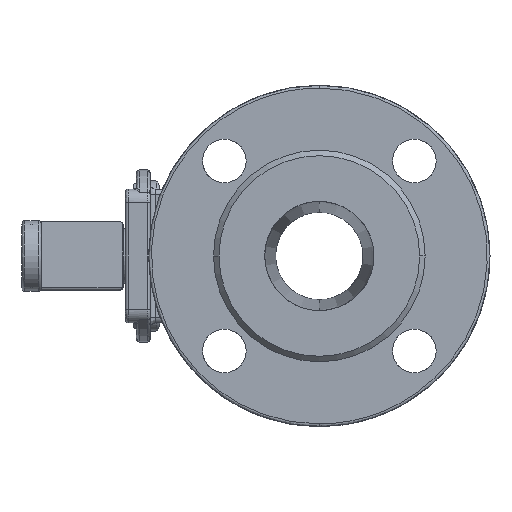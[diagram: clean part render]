
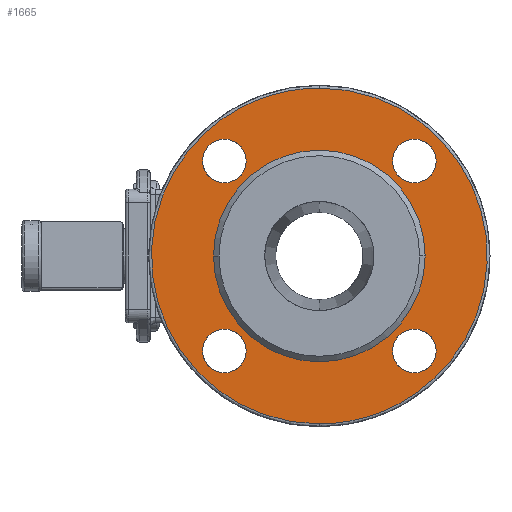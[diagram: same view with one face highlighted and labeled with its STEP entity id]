
A CAD part, left-side view. The second image highlights one B-rep face of the part: STEP entity #1665.
In plain terms, the highlighted face is planar.
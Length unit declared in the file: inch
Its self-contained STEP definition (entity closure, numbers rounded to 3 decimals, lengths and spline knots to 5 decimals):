
#558 = DIRECTION ( 'NONE',  ( 1., 0., 0. ) ) ;
#1665 = ADVANCED_FACE ( 'NONE', ( #77105, #134847, #161862, #64020, #91072, #120859 ), #160034, .F. ) ;
#6234 = DIRECTION ( 'NONE',  ( -1., 0., 0. ) ) ;
#6252 = CARTESIAN_POINT ( 'NONE',  ( 3.85827, 0., 2.42126 ) ) ;
#9599 =( BOUNDED_CURVE ( )  B_SPLINE_CURVE ( 3, ( #12465, #109425, #93613, #182130 ),
 .UNSPECIFIED., .F., .F. ) 
 B_SPLINE_CURVE_WITH_KNOTS ( ( 4, 4 ),
 ( 0., 1. ),
 .UNSPECIFIED. ) 
 CURVE ( )  GEOMETRIC_REPRESENTATION_ITEM ( )  RATIONAL_B_SPLINE_CURVE ( ( 1., 0.333, 0.333, 1. ) ) 
 REPRESENTATION_ITEM ( '' )  );
#10139 = ORIENTED_EDGE ( 'NONE', *, *, #41533, .T. ) ;
#12465 = CARTESIAN_POINT ( 'NONE',  ( 3.85827, 0., -2.42126 ) ) ;
#13143 = VERTEX_POINT ( 'NONE', #146963 ) ;
#17156 = ORIENTED_EDGE ( 'NONE', *, *, #177750, .F. ) ;
#17172 = AXIS2_PLACEMENT_3D ( 'NONE', #71438, #558, #84487 ) ;
#17975 = VERTEX_POINT ( 'NONE', #131662 ) ;
#20346 = CIRCLE ( 'NONE', #61996, 1.52559 ) ;
#20896 = DIRECTION ( 'NONE',  ( -1., 0., 0. ) ) ;
#24456 = CIRCLE ( 'NONE', #95912, 0.31496 ) ;
#26269 = AXIS2_PLACEMENT_3D ( 'NONE', #155960, #171796, #100965 ) ;
#26278 = EDGE_CURVE ( 'NONE', #51195, #17975, #24456, .T. ) ;
#28349 = VERTEX_POINT ( 'NONE', #171663 ) ;
#29170 = CIRCLE ( 'NONE', #17172, 1.52559 ) ;
#29546 = ORIENTED_EDGE ( 'NONE', *, *, #108260, .F. ) ;
#30276 = CARTESIAN_POINT ( 'NONE',  ( 3.85827, 4.84252, 2.42126 ) ) ;
#33115 = DIRECTION ( 'NONE',  ( -1., 0., 0. ) ) ;
#34177 = DIRECTION ( 'NONE',  ( 0., 0., -1. ) ) ;
#35778 = ORIENTED_EDGE ( 'NONE', *, *, #43783, .T. ) ;
#36428 = EDGE_LOOP ( 'NONE', ( #156805, #10139 ) ) ;
#41347 = VERTEX_POINT ( 'NONE', #114744 ) ;
#41533 = EDGE_CURVE ( 'NONE', #115784, #13143, #175004, .T. ) ;
#43591 = EDGE_CURVE ( 'NONE', #132343, #65187, #9599, .T. ) ;
#43783 = EDGE_CURVE ( 'NONE', #41347, #96830, #106614, .T. ) ;
#44110 = AXIS2_PLACEMENT_3D ( 'NONE', #56989, #113839, #170699 ) ;
#44499 = DIRECTION ( 'NONE',  ( 0., 0., -1. ) ) ;
#46171 = CIRCLE ( 'NONE', #150295, 0.31496 ) ;
#48260 = CIRCLE ( 'NONE', #176109, 0.31496 ) ;
#49713 = EDGE_CURVE ( 'NONE', #96830, #41347, #48260, .T. ) ;
#51195 = VERTEX_POINT ( 'NONE', #135176 ) ;
#52012 = CARTESIAN_POINT ( 'NONE',  ( 3.85827, 0., -2.42126 ) ) ;
#52525 = VERTEX_POINT ( 'NONE', #106235 ) ;
#52932 = CARTESIAN_POINT ( 'NONE',  ( 3.85827, -1.36967, 1.36967 ) ) ;
#55296 = AXIS2_PLACEMENT_3D ( 'NONE', #161809, #72461, #44499 ) ;
#56989 = CARTESIAN_POINT ( 'NONE',  ( 3.85827, 1.36967, 1.36967 ) ) ;
#61996 = AXIS2_PLACEMENT_3D ( 'NONE', #128363, #85497, #155400 ) ;
#64020 = FACE_BOUND ( 'NONE', #89642, .T. ) ;
#64894 = DIRECTION ( 'NONE',  ( -1., 0., 0. ) ) ;
#65187 = VERTEX_POINT ( 'NONE', #6252 ) ;
#66287 = ORIENTED_EDGE ( 'NONE', *, *, #43591, .F. ) ;
#67017 = ORIENTED_EDGE ( 'NONE', *, *, #49713, .T. ) ;
#70353 = CIRCLE ( 'NONE', #79359, 0.31496 ) ;
#71438 = CARTESIAN_POINT ( 'NONE',  ( 3.85827, 0., 0. ) ) ;
#72461 = DIRECTION ( 'NONE',  ( -1., 0., 0. ) ) ;
#74532 = CARTESIAN_POINT ( 'NONE',  ( 3.85827, 1.36967, -1.68463 ) ) ;
#74968 = CARTESIAN_POINT ( 'NONE',  ( 3.85827, 0., -2.42126 ) ) ;
#75865 = ORIENTED_EDGE ( 'NONE', *, *, #94254, .T. ) ;
#77105 = FACE_OUTER_BOUND ( 'NONE', #86973, .T. ) ;
#79359 = AXIS2_PLACEMENT_3D ( 'NONE', #140169, #124319, #82389 ) ;
#82389 = DIRECTION ( 'NONE',  ( 0., 0., -1. ) ) ;
#84487 = DIRECTION ( 'NONE',  ( 0., -1., 0. ) ) ;
#85497 = DIRECTION ( 'NONE',  ( 1., 0., 0. ) ) ;
#86973 = EDGE_LOOP ( 'NONE', ( #66287, #17156 ) ) ;
#87528 = CARTESIAN_POINT ( 'NONE',  ( 3.85827, -1.36967, 1.05471 ) ) ;
#89642 = EDGE_LOOP ( 'NONE', ( #67017, #35778 ) ) ;
#89646 = ORIENTED_EDGE ( 'NONE', *, *, #156525, .F. ) ;
#89951 = DIRECTION ( 'NONE',  ( 0., 0., -1. ) ) ;
#91072 = FACE_BOUND ( 'NONE', #149356, .T. ) ;
#93105 = EDGE_LOOP ( 'NONE', ( #119572, #178720 ) ) ;
#93613 = CARTESIAN_POINT ( 'NONE',  ( 3.85827, -4.84252, 2.42126 ) ) ;
#94254 = EDGE_CURVE ( 'NONE', #17975, #51195, #70353, .T. ) ;
#95912 = AXIS2_PLACEMENT_3D ( 'NONE', #119698, #20896, #162528 ) ;
#96830 = VERTEX_POINT ( 'NONE', #74532 ) ;
#98532 = EDGE_CURVE ( 'NONE', #13143, #115784, #135639, .T. ) ;
#100216 = AXIS2_PLACEMENT_3D ( 'NONE', #52932, #181555, #138659 ) ;
#100965 = DIRECTION ( 'NONE',  ( 0., 0., -1. ) ) ;
#102284 = DIRECTION ( 'NONE',  ( 0., 0., 1. ) ) ;
#102915 = CARTESIAN_POINT ( 'NONE',  ( 3.85827, 0., 2.42126 ) ) ;
#106235 = CARTESIAN_POINT ( 'NONE',  ( 3.85827, -1.52559, 0. ) ) ;
#106614 = CIRCLE ( 'NONE', #26269, 0.31496 ) ;
#108260 = EDGE_CURVE ( 'NONE', #52525, #109643, #29170, .T. ) ;
#109425 = CARTESIAN_POINT ( 'NONE',  ( 3.85827, -4.84252, -2.42126 ) ) ;
#109643 = VERTEX_POINT ( 'NONE', #150235 ) ;
#109698 = EDGE_LOOP ( 'NONE', ( #29546, #89646 ) ) ;
#113839 = DIRECTION ( 'NONE',  ( -1., 0., 0. ) ) ;
#114744 = CARTESIAN_POINT ( 'NONE',  ( 3.85827, 1.36967, -1.05471 ) ) ;
#115784 = VERTEX_POINT ( 'NONE', #167961 ) ;
#119572 = ORIENTED_EDGE ( 'NONE', *, *, #142661, .T. ) ;
#119698 = CARTESIAN_POINT ( 'NONE',  ( 3.85827, -1.36967, -1.36967 ) ) ;
#120859 = FACE_BOUND ( 'NONE', #93105, .T. ) ;
#121750 = CARTESIAN_POINT ( 'NONE',  ( 3.85827, -1.36967, 1.36967 ) ) ;
#124319 = DIRECTION ( 'NONE',  ( -1., 0., 0. ) ) ;
#128363 = CARTESIAN_POINT ( 'NONE',  ( 3.85827, 0., 0. ) ) ;
#131662 = CARTESIAN_POINT ( 'NONE',  ( 3.85827, -1.36967, -1.05471 ) ) ;
#132343 = VERTEX_POINT ( 'NONE', #52012 ) ;
#134847 = FACE_BOUND ( 'NONE', #109698, .T. ) ;
#135176 = CARTESIAN_POINT ( 'NONE',  ( 3.85827, -1.36967, -1.68463 ) ) ;
#135611 = ORIENTED_EDGE ( 'NONE', *, *, #26278, .T. ) ;
#135639 = CIRCLE ( 'NONE', #55296, 0.31496 ) ;
#138659 = DIRECTION ( 'NONE',  ( 0., 0., -1. ) ) ;
#140169 = CARTESIAN_POINT ( 'NONE',  ( 3.85827, -1.36967, -1.36967 ) ) ;
#142661 = EDGE_CURVE ( 'NONE', #143223, #28349, #46171, .T. ) ;
#143223 = VERTEX_POINT ( 'NONE', #87528 ) ;
#146963 = CARTESIAN_POINT ( 'NONE',  ( 3.85827, 1.36967, 1.05471 ) ) ;
#149356 = EDGE_LOOP ( 'NONE', ( #135611, #75865 ) ) ;
#150235 = CARTESIAN_POINT ( 'NONE',  ( 3.85827, 1.52559, 0. ) ) ;
#150295 = AXIS2_PLACEMENT_3D ( 'NONE', #121750, #64894, #34177 ) ;
#152843 = AXIS2_PLACEMENT_3D ( 'NONE', #177719, #6234, #102284 ) ;
#152887 =( BOUNDED_CURVE ( )  B_SPLINE_CURVE ( 3, ( #102915, #30276, #175595, #74968 ),
 .UNSPECIFIED., .F., .F. ) 
 B_SPLINE_CURVE_WITH_KNOTS ( ( 4, 4 ),
 ( 0., 1. ),
 .UNSPECIFIED. ) 
 CURVE ( )  GEOMETRIC_REPRESENTATION_ITEM ( )  RATIONAL_B_SPLINE_CURVE ( ( 1., 0.333, 0.333, 1. ) ) 
 REPRESENTATION_ITEM ( '' )  );
#155400 = DIRECTION ( 'NONE',  ( 0., -1., 0. ) ) ;
#155960 = CARTESIAN_POINT ( 'NONE',  ( 3.85827, 1.36967, -1.36967 ) ) ;
#156525 = EDGE_CURVE ( 'NONE', #109643, #52525, #20346, .T. ) ;
#156805 = ORIENTED_EDGE ( 'NONE', *, *, #98532, .T. ) ;
#160034 = PLANE ( 'NONE',  #152843 ) ;
#160760 = CARTESIAN_POINT ( 'NONE',  ( 3.85827, 1.36967, -1.36967 ) ) ;
#161809 = CARTESIAN_POINT ( 'NONE',  ( 3.85827, 1.36967, 1.36967 ) ) ;
#161862 = FACE_BOUND ( 'NONE', #36428, .T. ) ;
#162528 = DIRECTION ( 'NONE',  ( 0., 0., -1. ) ) ;
#167961 = CARTESIAN_POINT ( 'NONE',  ( 3.85827, 1.36967, 1.68463 ) ) ;
#170699 = DIRECTION ( 'NONE',  ( 0., 0., -1. ) ) ;
#171663 = CARTESIAN_POINT ( 'NONE',  ( 3.85827, -1.36967, 1.68463 ) ) ;
#171796 = DIRECTION ( 'NONE',  ( -1., 0., 0. ) ) ;
#173945 = EDGE_CURVE ( 'NONE', #28349, #143223, #180563, .T. ) ;
#175004 = CIRCLE ( 'NONE', #44110, 0.31496 ) ;
#175595 = CARTESIAN_POINT ( 'NONE',  ( 3.85827, 4.84252, -2.42126 ) ) ;
#176109 = AXIS2_PLACEMENT_3D ( 'NONE', #160760, #33115, #89951 ) ;
#177719 = CARTESIAN_POINT ( 'NONE',  ( 3.85827, -2.42126, 0. ) ) ;
#177750 = EDGE_CURVE ( 'NONE', #65187, #132343, #152887, .T. ) ;
#178720 = ORIENTED_EDGE ( 'NONE', *, *, #173945, .T. ) ;
#180563 = CIRCLE ( 'NONE', #100216, 0.31496 ) ;
#181555 = DIRECTION ( 'NONE',  ( -1., 0., 0. ) ) ;
#182130 = CARTESIAN_POINT ( 'NONE',  ( 3.85827, 0., 2.42126 ) ) ;
